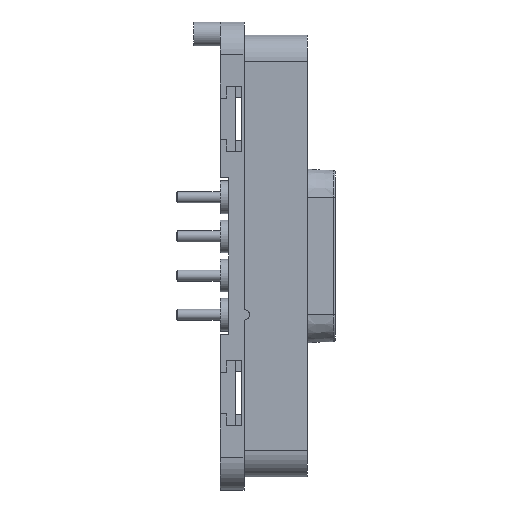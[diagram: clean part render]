
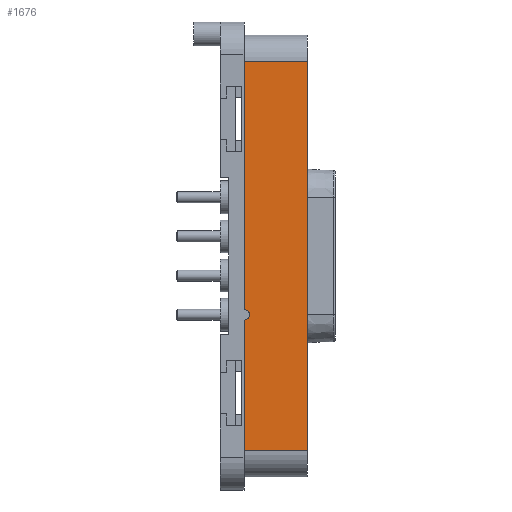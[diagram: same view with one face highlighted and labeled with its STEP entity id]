
A CAD part, front view. The second image highlights one B-rep face of the part: STEP entity #1676.
In plain terms, the highlighted planar face has unit normal (0, -1, 0).
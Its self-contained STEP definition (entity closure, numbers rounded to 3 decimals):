
#341 = CARTESIAN_POINT ( 'NONE',  ( -2.5, -1.75, -2.7 ) ) ;
#386 = CARTESIAN_POINT ( 'NONE',  ( -2.5, -1.75, -2.45 ) ) ;
#456 = VERTEX_POINT ( 'NONE', #6841 ) ;
#546 = CIRCLE ( 'NONE', #1206, 0.25 ) ;
#964 = DIRECTION ( 'NONE',  ( 1., 0., 0. ) ) ;
#1070 = DIRECTION ( 'NONE',  ( 0., -1., 0. ) ) ;
#1206 = AXIS2_PLACEMENT_3D ( 'NONE', #341, #1070, #2448 ) ;
#1220 = VECTOR ( 'NONE', #2404, 1000. ) ;
#1287 = EDGE_CURVE ( 'NONE', #6734, #7823, #10050, .T. ) ;
#1676 = ADVANCED_FACE ( 'NONE', ( #6200 ), #9257, .F. ) ;
#1690 = CARTESIAN_POINT ( 'NONE',  ( -2.5, -1.75, -2.95 ) ) ;
#2126 = EDGE_CURVE ( 'NONE', #8094, #7012, #3897, .T. ) ;
#2178 = VECTOR ( 'NONE', #964, 1000. ) ;
#2404 = DIRECTION ( 'NONE',  ( 0., 0., -1. ) ) ;
#2448 = DIRECTION ( 'NONE',  ( 0., 0., 1. ) ) ;
#2499 = VECTOR ( 'NONE', #3723, 1000. ) ;
#2599 = ORIENTED_EDGE ( 'NONE', *, *, #4523, .T. ) ;
#2779 = CARTESIAN_POINT ( 'NONE',  ( 0.4, -1.75, -8.95 ) ) ;
#3007 = EDGE_CURVE ( 'NONE', #456, #6734, #5849, .T. ) ;
#3346 = CARTESIAN_POINT ( 'NONE',  ( -2.5, -1.75, 8.95 ) ) ;
#3723 = DIRECTION ( 'NONE',  ( -1., 0., 0. ) ) ;
#3897 = LINE ( 'NONE', #4727, #4150 ) ;
#4150 = VECTOR ( 'NONE', #9452, 1000. ) ;
#4153 = CARTESIAN_POINT ( 'NONE',  ( 0.4, -1.75, 8.95 ) ) ;
#4315 = CARTESIAN_POINT ( 'NONE',  ( -2.5, -1.75, 8.95 ) ) ;
#4363 = ORIENTED_EDGE ( 'NONE', *, *, #7002, .T. ) ;
#4523 = EDGE_CURVE ( 'NONE', #7012, #456, #8887, .T. ) ;
#4727 = CARTESIAN_POINT ( 'NONE',  ( -2.5, -1.75, 8.95 ) ) ;
#4729 = ORIENTED_EDGE ( 'NONE', *, *, #1287, .T. ) ;
#4994 = ORIENTED_EDGE ( 'NONE', *, *, #2126, .T. ) ;
#5210 = ORIENTED_EDGE ( 'NONE', *, *, #7716, .F. ) ;
#5849 = LINE ( 'NONE', #2779, #8599 ) ;
#5949 = DIRECTION ( 'NONE',  ( 0., 0., 1. ) ) ;
#6200 = FACE_OUTER_BOUND ( 'NONE', #8108, .T. ) ;
#6734 = VERTEX_POINT ( 'NONE', #4153 ) ;
#6841 = CARTESIAN_POINT ( 'NONE',  ( 0.4, -1.75, -8.95 ) ) ;
#7002 = EDGE_CURVE ( 'NONE', #7823, #9867, #9671, .T. ) ;
#7012 = VERTEX_POINT ( 'NONE', #8888 ) ;
#7554 = DIRECTION ( 'NONE',  ( 1., 0., 0. ) ) ;
#7716 = EDGE_CURVE ( 'NONE', #8094, #9867, #546, .T. ) ;
#7823 = VERTEX_POINT ( 'NONE', #4315 ) ;
#8094 = VERTEX_POINT ( 'NONE', #1690 ) ;
#8108 = EDGE_LOOP ( 'NONE', ( #4363, #5210, #4994, #2599, #8175, #4729 ) ) ;
#8175 = ORIENTED_EDGE ( 'NONE', *, *, #3007, .T. ) ;
#8471 = DIRECTION ( 'NONE',  ( 0., 1., 0. ) ) ;
#8599 = VECTOR ( 'NONE', #5949, 1000. ) ;
#8887 = LINE ( 'NONE', #9615, #2178 ) ;
#8888 = CARTESIAN_POINT ( 'NONE',  ( -2.5, -1.75, -8.95 ) ) ;
#9257 = PLANE ( 'NONE',  #10209 ) ;
#9359 = CARTESIAN_POINT ( 'NONE',  ( -1.05, -1.75, 0. ) ) ;
#9370 = CARTESIAN_POINT ( 'NONE',  ( 0.4, -1.75, 8.95 ) ) ;
#9452 = DIRECTION ( 'NONE',  ( 0., 0., -1. ) ) ;
#9615 = CARTESIAN_POINT ( 'NONE',  ( -2.5, -1.75, -8.95 ) ) ;
#9671 = LINE ( 'NONE', #3346, #1220 ) ;
#9867 = VERTEX_POINT ( 'NONE', #386 ) ;
#10050 = LINE ( 'NONE', #9370, #2499 ) ;
#10209 = AXIS2_PLACEMENT_3D ( 'NONE', #9359, #8471, #7554 ) ;
